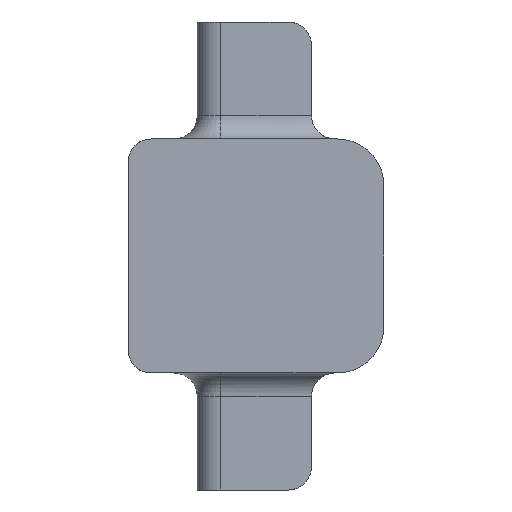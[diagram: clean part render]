
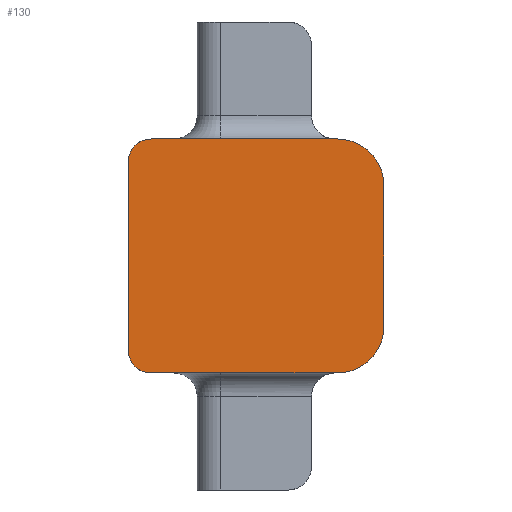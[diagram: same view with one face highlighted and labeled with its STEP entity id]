
A CAD part, left-side view. The second image highlights one B-rep face of the part: STEP entity #130.
In plain terms, the highlighted planar face has unit normal (-1, 0, 0).
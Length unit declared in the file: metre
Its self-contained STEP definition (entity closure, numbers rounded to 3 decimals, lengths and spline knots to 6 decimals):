
#130=ADVANCED_FACE('0:39',(#278),#279,.F.);
#278=FACE_OUTER_BOUND('',#441,.T.);
#279=PLANE('',#442);
#441=EDGE_LOOP('',(#740,#741,#742,#743,#744,#745,#746,#747));
#442=AXIS2_PLACEMENT_3D('',#748,#749,#750);
#740=ORIENTED_EDGE('',*,*,#1038,.T.);
#741=ORIENTED_EDGE('',*,*,#1040,.F.);
#742=ORIENTED_EDGE('',*,*,#1041,.T.);
#743=ORIENTED_EDGE('',*,*,#1042,.F.);
#744=ORIENTED_EDGE('',*,*,#1043,.F.);
#745=ORIENTED_EDGE('',*,*,#967,.T.);
#746=ORIENTED_EDGE('',*,*,#1018,.F.);
#747=ORIENTED_EDGE('',*,*,#1021,.T.);
#748=CARTESIAN_POINT('',(-0.042785,-0.000031,0.0));
#749=DIRECTION('',(1.0,0.0,0.0));
#750=DIRECTION('',(0.0,1.0,0.0));
#967=EDGE_CURVE('0:679',#1146,#1144,#1147,.T.);
#1018=EDGE_CURVE('0:676',#1214,#1144,#1215,.T.);
#1021=EDGE_CURVE('0:673',#1214,#1218,#1219,.T.);
#1038=EDGE_CURVE('0:150',#1218,#1241,#1243,.T.);
#1040=EDGE_CURVE('0:156',#1245,#1241,#1246,.T.);
#1041=EDGE_CURVE('0:159',#1245,#1247,#1248,.T.);
#1042=EDGE_CURVE('0:162',#1249,#1247,#1250,.T.);
#1043=EDGE_CURVE('0:165',#1146,#1249,#1251,.T.);
#1144=VERTEX_POINT('',#1381);
#1146=VERTEX_POINT('',#1384);
#1147=CIRCLE('',#1385,0.01016);
#1214=VERTEX_POINT('',#1470);
#1215=LINE('',#1471,#1472);
#1218=VERTEX_POINT('',#1476);
#1219=CIRCLE('',#1477,0.00508);
#1241=VERTEX_POINT('',#1505);
#1243=LINE('',#1508,#1509);
#1245=VERTEX_POINT('',#1511);
#1246=CIRCLE('',#1512,0.00508);
#1247=VERTEX_POINT('',#1513);
#1248=LINE('',#1514,#1515);
#1249=VERTEX_POINT('',#1516);
#1250=CIRCLE('',#1517,0.01016);
#1251=LINE('',#1518,#1519);
#1381=CARTESIAN_POINT('',(-0.042785,-0.017652,0.0254));
#1384=CARTESIAN_POINT('',(-0.042785,-0.027812,0.01524));
#1385=AXIS2_PLACEMENT_3D('',#1668,#1669,#1670);
#1470=CARTESIAN_POINT('',(-0.042785,0.02267,0.0254));
#1471=CARTESIAN_POINT('',(-0.042785,-0.000031,0.0254));
#1472=VECTOR('',#1734,0.001);
#1476=CARTESIAN_POINT('',(-0.042785,0.02775,0.02032));
#1477=AXIS2_PLACEMENT_3D('',#1736,#1737,#1738);
#1505=CARTESIAN_POINT('',(-0.042785,0.02775,-0.02032));
#1508=CARTESIAN_POINT('',(-0.042785,0.02775,0.0));
#1509=VECTOR('',#1761,0.001);
#1511=CARTESIAN_POINT('',(-0.042785,0.02267,-0.0254));
#1512=AXIS2_PLACEMENT_3D('',#1762,#1763,#1764);
#1513=CARTESIAN_POINT('',(-0.042785,-0.017652,-0.0254));
#1514=CARTESIAN_POINT('',(-0.042785,-0.000031,-0.0254));
#1515=VECTOR('',#1765,0.001);
#1516=CARTESIAN_POINT('',(-0.042785,-0.027812,-0.01524));
#1517=AXIS2_PLACEMENT_3D('',#1766,#1767,#1768);
#1518=CARTESIAN_POINT('',(-0.042785,-0.027812,0.0));
#1519=VECTOR('',#1769,0.001);
#1668=CARTESIAN_POINT('',(-0.042785,-0.017652,0.01524));
#1669=DIRECTION('',(-1.0,0.0,0.0));
#1670=DIRECTION('',(0.0,0.0,1.0));
#1734=DIRECTION('',(0.0,-1.0,0.0));
#1736=CARTESIAN_POINT('',(-0.042785,0.02267,0.02032));
#1737=DIRECTION('',(-1.0,0.0,0.0));
#1738=DIRECTION('',(0.0,0.0,1.0));
#1761=DIRECTION('',(0.0,0.0,-1.0));
#1762=CARTESIAN_POINT('',(-0.042785,0.02267,-0.02032));
#1763=DIRECTION('',(1.0,0.0,0.0));
#1764=DIRECTION('',(0.0,0.0,-1.0));
#1765=DIRECTION('',(0.0,-1.0,0.0));
#1766=CARTESIAN_POINT('',(-0.042785,-0.017652,-0.01524));
#1767=DIRECTION('',(1.0,0.0,0.0));
#1768=DIRECTION('',(0.0,0.0,-1.0));
#1769=DIRECTION('',(0.0,0.0,-1.0));
